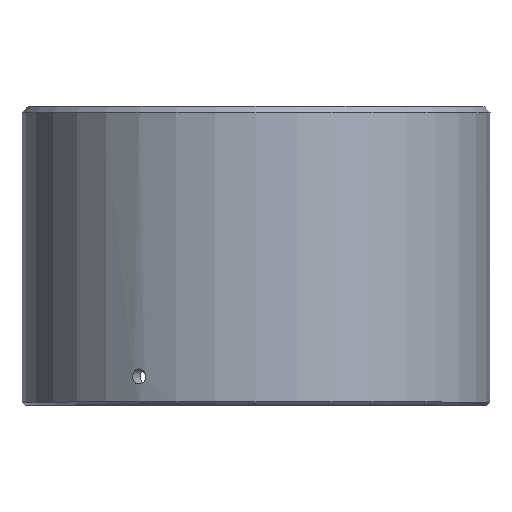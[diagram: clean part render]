
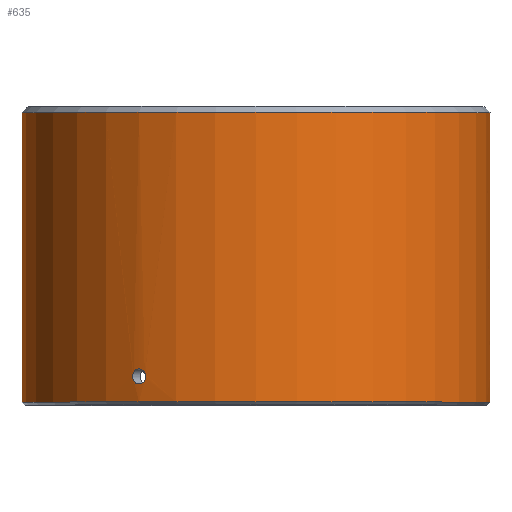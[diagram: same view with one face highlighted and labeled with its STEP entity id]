
A CAD part, top view. The second image highlights one B-rep face of the part: STEP entity #635.
In plain terms, the highlighted cylindrical face has radius 39 mm (diameter 78 mm), a full revolution.
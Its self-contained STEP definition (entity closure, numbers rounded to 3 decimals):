
#49=CIRCLE('',#706,39.);
#50=CIRCLE('',#708,39.);
#332=ORIENTED_EDGE('',*,*,#425,.T.);
#333=ORIENTED_EDGE('',*,*,#346,.T.);
#334=ORIENTED_EDGE('',*,*,#348,.T.);
#335=ORIENTED_EDGE('',*,*,#426,.T.);
#336=ORIENTED_EDGE('',*,*,#424,.T.);
#346=EDGE_CURVE('',#430,#430,#490,.T.);
#348=EDGE_CURVE('',#432,#432,#492,.T.);
#424=EDGE_CURVE('',#484,#484,#49,.F.);
#425=EDGE_CURVE('',#485,#485,#50,.T.);
#426=EDGE_CURVE('',#486,#486,#494,.T.);
#430=VERTEX_POINT('',#917);
#432=VERTEX_POINT('',#942);
#484=VERTEX_POINT('',#1107);
#485=VERTEX_POINT('',#1110);
#486=VERTEX_POINT('',#1122);
#490=B_SPLINE_CURVE_WITH_KNOTS('',3,(#906,#907,#908,#909,#910,#911,#912,
#913,#914,#915,#916),.UNSPECIFIED.,.T.,.F.,(1,1,1,1,1,1,1,1,1,1,1,1,1,1,
1),(-0.003,-0.002,-0.001,0.,
0.001,0.002,0.003,0.004,
0.005,0.006,0.007,0.008,
0.009,0.01,0.011),
 .UNSPECIFIED.);
#492=B_SPLINE_CURVE_WITH_KNOTS('',3,(#931,#932,#933,#934,#935,#936,#937,
#938,#939,#940,#941),.UNSPECIFIED.,.T.,.F.,(1,1,1,1,1,1,1,1,1,1,1,1,1,1,
1),(-0.003,-0.002,-0.001,0.,
0.001,0.002,0.003,0.004,
0.005,0.006,0.007,0.008,
0.009,0.01,0.011),
 .UNSPECIFIED.);
#494=B_SPLINE_CURVE_WITH_KNOTS('',3,(#1111,#1112,#1113,#1114,#1115,#1116,
#1117,#1118,#1119,#1120,#1121),.UNSPECIFIED.,.T.,.F.,(1,1,1,1,1,1,1,1,1,
1,1,1,1,1,1),(-0.003,-0.002,-0.001,
0.,0.001,0.002,0.003,
0.004,0.005,0.006,0.007,
0.008,0.009,0.01,0.011),
 .UNSPECIFIED.);
#532=EDGE_LOOP('',(#332));
#533=EDGE_LOOP('',(#333));
#534=EDGE_LOOP('',(#334));
#535=EDGE_LOOP('',(#335));
#536=EDGE_LOOP('',(#336));
#582=FACE_BOUND('',#532,.T.);
#583=FACE_BOUND('',#533,.T.);
#584=FACE_BOUND('',#534,.T.);
#585=FACE_BOUND('',#535,.T.);
#586=FACE_BOUND('',#536,.T.);
#604=CYLINDRICAL_SURFACE('',#707,39.);
#635=ADVANCED_FACE('',(#582,#583,#584,#585,#586),#604,.T.);
#706=AXIS2_PLACEMENT_3D('',#1106,#872,#873);
#707=AXIS2_PLACEMENT_3D('',#1108,#874,#875);
#708=AXIS2_PLACEMENT_3D('',#1109,#876,#877);
#872=DIRECTION('',(0.,0.,1.));
#873=DIRECTION('',(0.,-1.,0.));
#874=DIRECTION('',(0.,0.,-1.));
#875=DIRECTION('',(0.,1.,0.));
#876=DIRECTION('',(0.,0.,1.));
#877=DIRECTION('',(0.,-1.,0.));
#906=CARTESIAN_POINT('',(-34.257,-18.646,5.729));
#907=CARTESIAN_POINT('',(-33.779,-19.503,6.136));
#908=CARTESIAN_POINT('',(-33.277,-20.343,5.729));
#909=CARTESIAN_POINT('',(-33.061,-20.687,4.751));
#910=CARTESIAN_POINT('',(-33.276,-20.344,3.771));
#911=CARTESIAN_POINT('',(-33.779,-19.503,3.365));
#912=CARTESIAN_POINT('',(-34.255,-18.648,3.77));
#913=CARTESIAN_POINT('',(-34.446,-18.288,4.749));
#914=CARTESIAN_POINT('',(-34.257,-18.646,5.729));
#915=CARTESIAN_POINT('',(-33.779,-19.503,6.136));
#916=CARTESIAN_POINT('',(-33.277,-20.343,5.729));
#917=CARTESIAN_POINT('',(-33.775,-19.5,6.));
#931=CARTESIAN_POINT('',(33.276,-20.344,5.729));
#932=CARTESIAN_POINT('',(33.779,-19.502,6.136));
#933=CARTESIAN_POINT('',(34.256,-18.647,5.729));
#934=CARTESIAN_POINT('',(34.446,-18.288,4.751));
#935=CARTESIAN_POINT('',(34.256,-18.646,3.771));
#936=CARTESIAN_POINT('',(33.779,-19.502,3.365));
#937=CARTESIAN_POINT('',(33.277,-20.342,3.77));
#938=CARTESIAN_POINT('',(33.061,-20.687,4.749));
#939=CARTESIAN_POINT('',(33.276,-20.344,5.729));
#940=CARTESIAN_POINT('',(33.779,-19.502,6.136));
#941=CARTESIAN_POINT('',(34.256,-18.647,5.729));
#942=CARTESIAN_POINT('',(33.775,-19.5,6.));
#1106=CARTESIAN_POINT('',(0.,0.,48.75));
#1107=CARTESIAN_POINT('',(0.,-39.,48.75));
#1108=CARTESIAN_POINT('',(0.,0.,49.75));
#1109=CARTESIAN_POINT('',(0.,0.,0.5));
#1110=CARTESIAN_POINT('',(0.,-39.,0.5));
#1111=CARTESIAN_POINT('',(0.981,38.99,5.729));
#1112=CARTESIAN_POINT('',(0.,39.005,6.136));
#1113=CARTESIAN_POINT('',(-0.98,38.99,5.729));
#1114=CARTESIAN_POINT('',(-1.385,38.975,4.751));
#1115=CARTESIAN_POINT('',(-0.98,38.99,3.771));
#1116=CARTESIAN_POINT('',(0.,39.005,3.365));
#1117=CARTESIAN_POINT('',(0.978,38.99,3.77));
#1118=CARTESIAN_POINT('',(1.385,38.975,4.749));
#1119=CARTESIAN_POINT('',(0.981,38.99,5.729));
#1120=CARTESIAN_POINT('',(0.,39.005,6.136));
#1121=CARTESIAN_POINT('',(-0.98,38.99,5.729));
#1122=CARTESIAN_POINT('',(0.,39.,6.));
